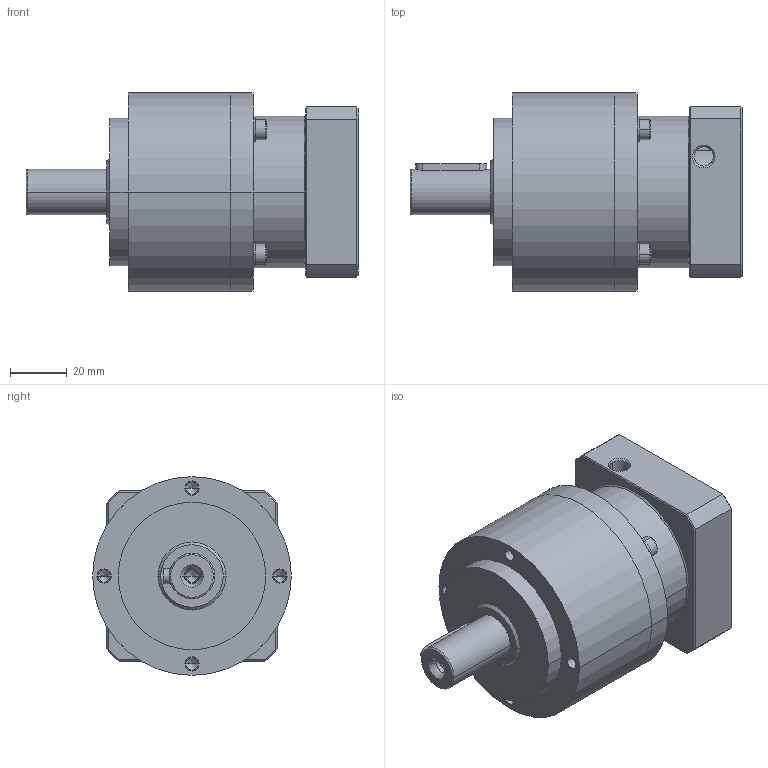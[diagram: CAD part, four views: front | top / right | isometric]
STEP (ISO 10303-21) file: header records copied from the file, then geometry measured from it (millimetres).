
FILE_DESCRIPTION((''),'2;1');
FILE_NAME('AE0701-P0403200503_ASM','2008-09-10T',('d00080'),(''),'PRO/ENGINEER BY PARAMETRIC TECHNOLOGY CORPORATION, 2006170','PRO/ENGINEER BY PARAMETRIC TECHNOLOGY CORPORATION, 2006170','');
FILE_SCHEMA(('CONFIG_CONTROL_DESIGN'));
Length unit declared in the file: millimetre
Products named in the file (7): AE070-1; P1302200001; 233100002; 220100504; COVER-SET-2_ASM; P0403200503; AE0701-P0403200503_ASM
Assembly tree (12 placements, depth 3):
  AE0701-P0403200503_ASM
    AE070-1
    COVER-SET-2_ASM
      P1302200001
      233100002  x4
      220100504  x4
    P0403200503
Bounding box: 117 x 70 x 70 mm (x, y, z)
Volume: 260730.6 mm3; surface area: 56153.9 mm2
Topology: 11 solids, 21 shells, 398 faces, 916 edges, 559 vertices
Faces by surface type: cylinder 169, plane 125, cone 76, torus 28
Entity records: 8737 total; most frequent: CARTESIAN_POINT 1731, DIRECTION 1596, ORIENTED_EDGE 1288, AXIS2_PLACEMENT_3D 669, EDGE_CURVE 664, VERTEX_POINT 421, CIRCLE 353, EDGE_LOOP 345
